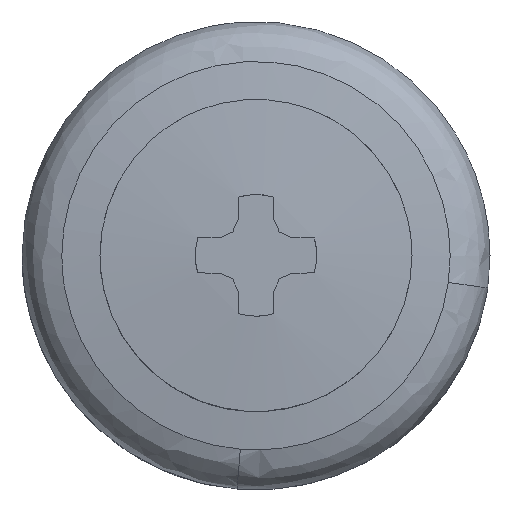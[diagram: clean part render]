
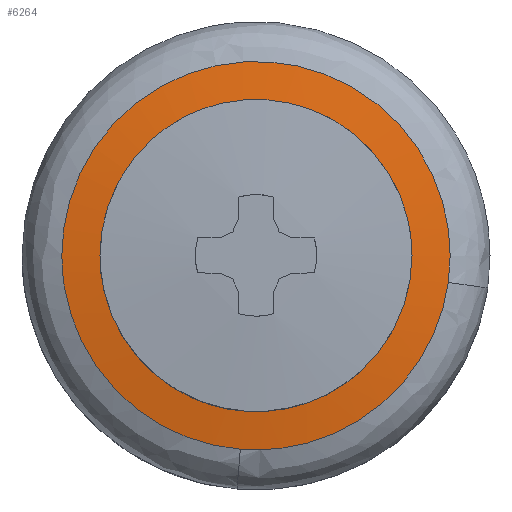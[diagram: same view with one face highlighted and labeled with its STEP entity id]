
A CAD part, top view. The second image highlights one B-rep face of the part: STEP entity #6264.
In plain terms, the highlighted free-form (B-spline) face has degree [2, 2] with [4, 4] control points.
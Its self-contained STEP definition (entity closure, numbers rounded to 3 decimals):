
#4841=CARTESIAN_POINT('',(-2.073,-4.55,-5.3));
#4842=VERTEX_POINT('',#4841);
#4848=CARTESIAN_POINT('',(5.,0.0,-5.3));
#4849=VERTEX_POINT('',#4848);
#4850=CARTESIAN_POINT('',(5.,0.0,-5.3));
#4851=CARTESIAN_POINT('',(5.,-5.,-5.3));
#4852=CARTESIAN_POINT('',(0.,-5.,-5.3));
#4853=CARTESIAN_POINT('',(-1.086,-5.,-5.3));
#4854=CARTESIAN_POINT('',(-2.073,-4.55,-5.3));
#4862=(BOUNDED_CURVE()B_SPLINE_CURVE(2,(#4850,#4851,#4852,#4853,#4854),.UNSPECIFIED.,.F.,.U.)B_SPLINE_CURVE_WITH_KNOTS((3,2,3),(0.5,0.75,0.82),.UNSPECIFIED.)CURVE()GEOMETRIC_REPRESENTATION_ITEM()RATIONAL_B_SPLINE_CURVE((1.0,0.707,1.0,0.917,0.881))REPRESENTATION_ITEM(''));
#4863=EDGE_CURVE('',#4849,#4842,#4862,.T.);
#4865=CARTESIAN_POINT('',(-4.55,2.073,-5.3));
#4866=VERTEX_POINT('',#4865);
#4867=CARTESIAN_POINT('',(-4.55,2.073,-5.3));
#4868=CARTESIAN_POINT('',(-3.216,5.,-5.3));
#4869=CARTESIAN_POINT('',(0.,5.,-5.3));
#4870=CARTESIAN_POINT('',(5.,5.,-5.3));
#4871=CARTESIAN_POINT('',(5.,0.0,-5.3));
#4879=(BOUNDED_CURVE()B_SPLINE_CURVE(2,(#4867,#4868,#4869,#4870,#4871),.UNSPECIFIED.,.F.,.U.)B_SPLINE_CURVE_WITH_KNOTS((3,2,3),(0.07,0.25,0.5),.UNSPECIFIED.)CURVE()GEOMETRIC_REPRESENTATION_ITEM()RATIONAL_B_SPLINE_CURVE((0.881,0.79,1.0,0.707,1.0))REPRESENTATION_ITEM(''));
#4880=EDGE_CURVE('',#4866,#4849,#4879,.T.);
#4920=CARTESIAN_POINT('',(-5.,0.0,-5.3));
#4921=VERTEX_POINT('',#4920);
#4922=CARTESIAN_POINT('',(-5.,0.0,-5.3));
#4923=CARTESIAN_POINT('',(-5.,1.086,-5.3));
#4924=CARTESIAN_POINT('',(-4.55,2.073,-5.3));
#4932=(BOUNDED_CURVE()B_SPLINE_CURVE(2,(#4922,#4923,#4924),.UNSPECIFIED.,.F.,.U.)B_SPLINE_CURVE_WITH_KNOTS((3,3),(0.0,0.07),.UNSPECIFIED.)CURVE()GEOMETRIC_REPRESENTATION_ITEM()RATIONAL_B_SPLINE_CURVE((1.0,0.917,0.881))REPRESENTATION_ITEM(''));
#4933=EDGE_CURVE('',#4921,#4866,#4932,.T.);
#4935=CARTESIAN_POINT('',(-2.073,-4.55,-5.3));
#4936=CARTESIAN_POINT('',(-5.,-3.216,-5.3));
#4937=CARTESIAN_POINT('',(-5.,0.0,-5.3));
#4945=(BOUNDED_CURVE()B_SPLINE_CURVE(2,(#4935,#4936,#4937),.UNSPECIFIED.,.F.,.U.)B_SPLINE_CURVE_WITH_KNOTS((3,3),(0.82,1.0),.UNSPECIFIED.)CURVE()GEOMETRIC_REPRESENTATION_ITEM()RATIONAL_B_SPLINE_CURVE((0.881,0.79,1.0))REPRESENTATION_ITEM(''));
#4946=EDGE_CURVE('',#4842,#4921,#4945,.T.);
#5186=CARTESIAN_POINT('',(-0.504,-6.203,-5.466));
#5187=VERTEX_POINT('',#5186);
#5201=CARTESIAN_POINT('',(-6.223,0.0,-5.466));
#5202=VERTEX_POINT('',#5201);
#5203=CARTESIAN_POINT('',(-0.504,-6.203,-5.466));
#5204=CARTESIAN_POINT('',(-6.223,-5.738,-5.466));
#5205=CARTESIAN_POINT('',(-6.223,0.0,-5.466));
#5213=(BOUNDED_CURVE()B_SPLINE_CURVE(2,(#5203,#5204,#5205),.UNSPECIFIED.,.F.,.U.)B_SPLINE_CURVE_WITH_KNOTS((3,3),(0.764,1.0),.UNSPECIFIED.)CURVE()GEOMETRIC_REPRESENTATION_ITEM()RATIONAL_B_SPLINE_CURVE((0.969,0.724,1.0))REPRESENTATION_ITEM(''));
#5214=EDGE_CURVE('',#5187,#5202,#5213,.T.);
#5216=CARTESIAN_POINT('',(6.223,0.0,-5.466));
#5217=VERTEX_POINT('',#5216);
#5218=CARTESIAN_POINT('',(-6.223,0.0,-5.466));
#5219=CARTESIAN_POINT('',(-6.223,6.223,-5.466));
#5220=CARTESIAN_POINT('',(0.,6.223,-5.466));
#5221=CARTESIAN_POINT('',(6.223,6.223,-5.466));
#5222=CARTESIAN_POINT('',(6.223,0.0,-5.466));
#5230=(BOUNDED_CURVE()B_SPLINE_CURVE(2,(#5218,#5219,#5220,#5221,#5222),.UNSPECIFIED.,.F.,.U.)B_SPLINE_CURVE_WITH_KNOTS((3,2,3),(0.0,0.25,0.5),.UNSPECIFIED.)CURVE()GEOMETRIC_REPRESENTATION_ITEM()RATIONAL_B_SPLINE_CURVE((1.0,0.707,1.0,0.707,1.0))REPRESENTATION_ITEM(''));
#5231=EDGE_CURVE('',#5202,#5217,#5230,.T.);
#5233=CARTESIAN_POINT('',(6.164,-0.858,-5.466));
#5234=VERTEX_POINT('',#5233);
#5235=CARTESIAN_POINT('',(6.223,0.0,-5.466));
#5236=CARTESIAN_POINT('',(6.223,-0.431,-5.466));
#5237=CARTESIAN_POINT('',(6.164,-0.858,-5.466));
#5245=(BOUNDED_CURVE()B_SPLINE_CURVE(2,(#5235,#5236,#5237),.UNSPECIFIED.,.F.,.U.)B_SPLINE_CURVE_WITH_KNOTS((3,3),(0.5,0.524),.UNSPECIFIED.)CURVE()GEOMETRIC_REPRESENTATION_ITEM()RATIONAL_B_SPLINE_CURVE((1.0,0.972,0.95))REPRESENTATION_ITEM(''));
#5246=EDGE_CURVE('',#5217,#5234,#5245,.T.);
#5287=CARTESIAN_POINT('',(6.164,-0.858,-5.466));
#5288=CARTESIAN_POINT('',(5.417,-6.223,-5.466));
#5289=CARTESIAN_POINT('',(0.,-6.223,-5.466));
#5290=CARTESIAN_POINT('',(-0.252,-6.223,-5.466));
#5291=CARTESIAN_POINT('',(-0.504,-6.203,-5.466));
#5299=(BOUNDED_CURVE()B_SPLINE_CURVE(2,(#5287,#5288,#5289,#5290,#5291),.UNSPECIFIED.,.F.,.U.)B_SPLINE_CURVE_WITH_KNOTS((3,2,3),(0.524,0.75,0.764),.UNSPECIFIED.)CURVE()GEOMETRIC_REPRESENTATION_ITEM()RATIONAL_B_SPLINE_CURVE((0.95,0.735,1.0,0.983,0.969))REPRESENTATION_ITEM(''));
#5300=EDGE_CURVE('',#5234,#5187,#5299,.T.);
#6228=CARTESIAN_POINT('',(-6.791,-6.79,-6.118));
#6229=CARTESIAN_POINT('',(-3.418,-6.836,-5.562));
#6230=CARTESIAN_POINT('',(3.418,-6.836,-5.562));
#6231=CARTESIAN_POINT('',(6.791,-6.79,-6.118));
#6232=CARTESIAN_POINT('',(-6.837,-3.418,-5.563));
#6233=CARTESIAN_POINT('',(-3.442,-3.441,-5.));
#6234=CARTESIAN_POINT('',(3.442,-3.441,-5.));
#6235=CARTESIAN_POINT('',(6.837,-3.418,-5.563));
#6236=CARTESIAN_POINT('',(-6.837,3.418,-5.563));
#6237=CARTESIAN_POINT('',(-3.442,3.442,-5.));
#6238=CARTESIAN_POINT('',(3.442,3.442,-5.));
#6239=CARTESIAN_POINT('',(6.837,3.418,-5.563));
#6240=CARTESIAN_POINT('',(-6.791,6.791,-6.118));
#6241=CARTESIAN_POINT('',(-3.418,6.837,-5.563));
#6242=CARTESIAN_POINT('',(3.418,6.837,-5.563));
#6243=CARTESIAN_POINT('',(6.791,6.791,-6.118));
#6251=(BOUNDED_SURFACE()B_SPLINE_SURFACE(2,2,((#6228,#6232,#6236,#6240),(#6229,#6233,#6237,#6241),(#6230,#6234,#6238,#6242),(#6231,#6235,#6239,#6243)),.UNSPECIFIED.,.F.,.F.,.U.)B_SPLINE_SURFACE_WITH_KNOTS((3,1,3),(3,1,3),(12.536,19.233,25.929),(12.538,19.233,25.929),.UNSPECIFIED.)GEOMETRIC_REPRESENTATION_ITEM()RATIONAL_B_SPLINE_SURFACE(((1.014,1.007,1.007,1.014),(1.007,1.0,1.0,1.007),(1.007,1.0,1.0,1.007),(1.014,1.007,1.007,1.014)))REPRESENTATION_ITEM('')SURFACE());
#6252=ORIENTED_EDGE('',*,*,#5214,.F.);
#6253=ORIENTED_EDGE('',*,*,#5300,.F.);
#6254=ORIENTED_EDGE('',*,*,#5246,.F.);
#6255=ORIENTED_EDGE('',*,*,#5231,.F.);
#6256=EDGE_LOOP('',(#6252,#6253,#6254,#6255));
#6257=FACE_OUTER_BOUND('',#6256,.T.);
#6258=ORIENTED_EDGE('',*,*,#4863,.T.);
#6259=ORIENTED_EDGE('',*,*,#4946,.T.);
#6260=ORIENTED_EDGE('',*,*,#4933,.T.);
#6261=ORIENTED_EDGE('',*,*,#4880,.T.);
#6262=EDGE_LOOP('',(#6258,#6259,#6260,#6261));
#6263=FACE_BOUND('',#6262,.T.);
#6264=ADVANCED_FACE('',(#6257,#6263),#6251,.T.);
